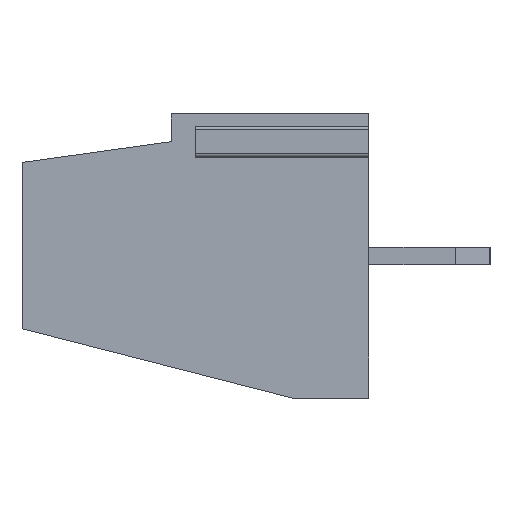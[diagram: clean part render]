
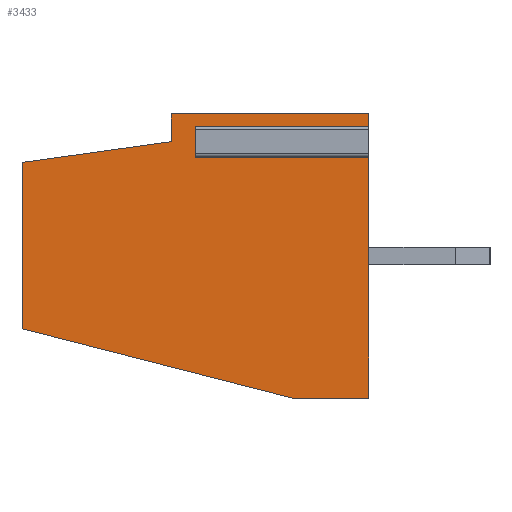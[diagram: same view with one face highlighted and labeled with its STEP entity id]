
A CAD part, left-side view. The second image highlights one B-rep face of the part: STEP entity #3433.
In plain terms, the highlighted planar face has unit normal (-1, 0, 0).
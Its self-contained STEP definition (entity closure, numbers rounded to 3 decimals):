
#72=DIRECTION('',(0.,0.,1.));
#73=VECTOR('',#72,0.85);
#74=CARTESIAN_POINT('',(-15.24,2.25,-1.225));
#75=LINE('',#74,#73);
#76=DIRECTION('',(0.,-1.,0.));
#77=VECTOR('',#76,5.);
#78=CARTESIAN_POINT('',(-15.24,2.25,-1.225));
#79=LINE('',#78,#77);
#80=DIRECTION('',(0.,0.,-1.));
#81=VECTOR('',#80,6.975);
#82=CARTESIAN_POINT('',(-15.24,-2.75,-1.225));
#83=LINE('',#82,#81);
#84=DIRECTION('',(0.,1.,0.));
#85=VECTOR('',#84,2.2);
#86=CARTESIAN_POINT('',(-15.24,-2.75,-8.2));
#87=LINE('',#86,#85);
#88=DIRECTION('',(0.,0.969,0.248));
#89=VECTOR('',#88,8.052);
#90=CARTESIAN_POINT('',(-15.24,-0.55,-8.2));
#91=LINE('',#90,#89);
#92=DIRECTION('',(0.,0.,1.));
#93=VECTOR('',#92,4.8);
#94=CARTESIAN_POINT('',(-15.24,7.25,-6.2));
#95=LINE('',#94,#93);
#96=DIRECTION('',(0.,-0.99,0.138));
#97=VECTOR('',#96,4.342);
#98=CARTESIAN_POINT('',(-15.24,7.25,-1.4));
#99=LINE('',#98,#97);
#100=DIRECTION('',(0.,0.,1.));
#101=VECTOR('',#100,0.8);
#102=CARTESIAN_POINT('',(-15.24,2.95,-0.8));
#103=LINE('',#102,#101);
#104=DIRECTION('',(0.,-1.,0.));
#105=VECTOR('',#104,5.7);
#106=CARTESIAN_POINT('',(-15.24,2.95,0.));
#107=LINE('',#106,#105);
#108=DIRECTION('',(0.,0.,-1.));
#109=VECTOR('',#108,0.375);
#110=CARTESIAN_POINT('',(-15.24,-2.75,0.));
#111=LINE('',#110,#109);
#112=DIRECTION('',(0.,-1.,0.));
#113=VECTOR('',#112,5.);
#114=CARTESIAN_POINT('',(-15.24,2.25,-0.375));
#115=LINE('',#114,#113);
#2592=CARTESIAN_POINT('',(-15.24,-2.75,-8.2));
#2593=CARTESIAN_POINT('',(-15.24,-0.55,-8.2));
#2594=VERTEX_POINT('',#2592);
#2595=VERTEX_POINT('',#2593);
#2596=CARTESIAN_POINT('',(-15.24,7.25,-6.2));
#2597=VERTEX_POINT('',#2596);
#2598=CARTESIAN_POINT('',(-15.24,7.25,-1.4));
#2599=VERTEX_POINT('',#2598);
#2600=CARTESIAN_POINT('',(-15.24,2.95,-0.8));
#2601=VERTEX_POINT('',#2600);
#2602=CARTESIAN_POINT('',(-15.24,2.95,0.));
#2603=VERTEX_POINT('',#2602);
#2604=CARTESIAN_POINT('',(-15.24,-2.75,0.));
#2605=VERTEX_POINT('',#2604);
#2668=CARTESIAN_POINT('',(-15.24,2.25,-1.225));
#2669=CARTESIAN_POINT('',(-15.24,2.25,-0.375));
#2670=VERTEX_POINT('',#2668);
#2671=VERTEX_POINT('',#2669);
#2672=CARTESIAN_POINT('',(-15.24,-2.75,-1.225));
#2673=VERTEX_POINT('',#2672);
#2674=CARTESIAN_POINT('',(-15.24,-2.75,-0.375));
#2675=VERTEX_POINT('',#2674);
#3404=CARTESIAN_POINT('',(-15.24,0.,0.));
#3405=DIRECTION('',(1.,0.,0.));
#3406=DIRECTION('',(0.,0.,-1.));
#3407=AXIS2_PLACEMENT_3D('',#3404,#3405,#3406);
#3408=PLANE('',#3407);
#3410=ORIENTED_EDGE('',*,*,#3409,.F.);
#3412=ORIENTED_EDGE('',*,*,#3411,.T.);
#3414=ORIENTED_EDGE('',*,*,#3413,.T.);
#3416=ORIENTED_EDGE('',*,*,#3415,.T.);
#3418=ORIENTED_EDGE('',*,*,#3417,.T.);
#3420=ORIENTED_EDGE('',*,*,#3419,.T.);
#3422=ORIENTED_EDGE('',*,*,#3421,.T.);
#3424=ORIENTED_EDGE('',*,*,#3423,.T.);
#3426=ORIENTED_EDGE('',*,*,#3425,.T.);
#3428=ORIENTED_EDGE('',*,*,#3427,.T.);
#3430=ORIENTED_EDGE('',*,*,#3429,.F.);
#3431=EDGE_LOOP('',(#3410,#3412,#3414,#3416,#3418,#3420,#3422,#3424,#3426,#3428,
#3430));
#3432=FACE_OUTER_BOUND('',#3431,.F.);
#3433=ADVANCED_FACE('',(#3432),#3408,.F.);
#3409=EDGE_CURVE('',#2670,#2671,#75,.T.);
#3411=EDGE_CURVE('',#2670,#2673,#79,.T.);
#3413=EDGE_CURVE('',#2673,#2594,#83,.T.);
#3415=EDGE_CURVE('',#2594,#2595,#87,.T.);
#3417=EDGE_CURVE('',#2595,#2597,#91,.T.);
#3419=EDGE_CURVE('',#2597,#2599,#95,.T.);
#3421=EDGE_CURVE('',#2599,#2601,#99,.T.);
#3423=EDGE_CURVE('',#2601,#2603,#103,.T.);
#3425=EDGE_CURVE('',#2603,#2605,#107,.T.);
#3427=EDGE_CURVE('',#2605,#2675,#111,.T.);
#3429=EDGE_CURVE('',#2671,#2675,#115,.T.);
